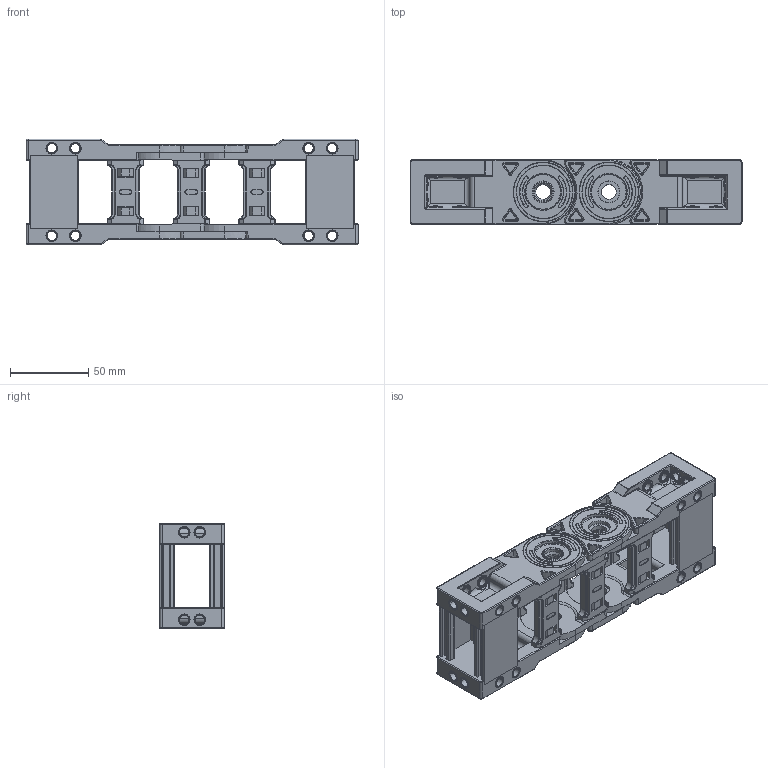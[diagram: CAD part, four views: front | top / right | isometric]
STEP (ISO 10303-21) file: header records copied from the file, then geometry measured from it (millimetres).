
FILE_DESCRIPTION (( 'STEP AP214' ), '1' );
FILE_NAME ('CK25-A40 AYAK.STEP', '2019-09-16T09:09:46', ( '' ), ( '' ), 'SwSTEP 2.0', 'SolidWorks 2017', '' );
FILE_SCHEMA (( 'AUTOMOTIVE_DESIGN' ));
Length unit declared in the file: millimetre
Products named in the file (1): CK25-A40 AYAK
Bounding box: 212 x 41.4 x 67.35 mm (x, y, z)
Volume: 149083.9 mm3; surface area: 134240.7 mm2
Topology: 38 solids, 40 shells, 3662 faces, 9156 edges, 5594 vertices
Faces by surface type: cylinder 1448, plane 1246, torus 478, bspline 370, sphere 116, cone 4
Entity records: 139347 total; most frequent: CARTESIAN_POINT 53680, ORIENTED_EDGE 18080, DIRECTION 17680, EDGE_CURVE 9040, AXIS2_PLACEMENT_3D 6603, VERTEX_POINT 5586, VECTOR 4474, LINE 4474
